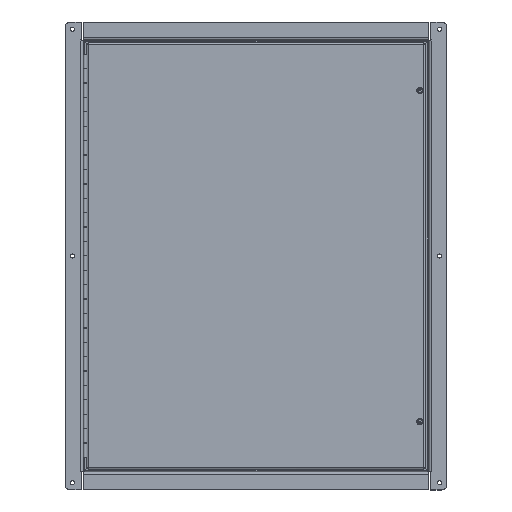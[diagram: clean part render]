
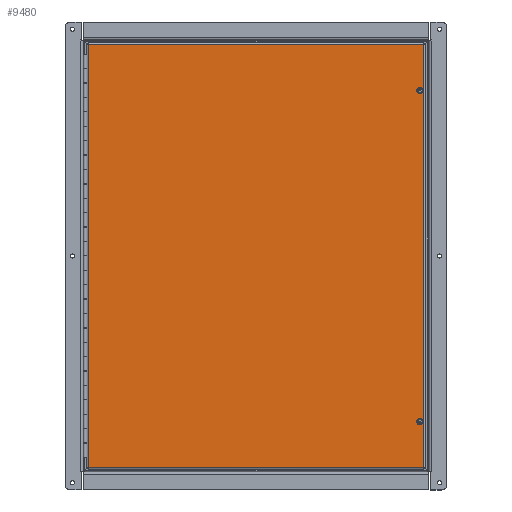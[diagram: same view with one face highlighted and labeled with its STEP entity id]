
A CAD part, top view. The second image highlights one B-rep face of the part: STEP entity #9480.
In plain terms, the highlighted planar face has unit normal (0, 0, 1).
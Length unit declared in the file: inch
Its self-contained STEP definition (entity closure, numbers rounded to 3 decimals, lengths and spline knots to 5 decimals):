
#147=FACE_BOUND('',#1725,.T.);
#148=FACE_BOUND('',#1726,.T.);
#273=CIRCLE('',#10040,0.1405);
#275=CIRCLE('',#10043,0.1405);
#707=PLANE('',#10073);
#1155=FACE_OUTER_BOUND('',#1724,.T.);
#1724=EDGE_LOOP('',(#6913,#6914,#6915,#6916));
#1725=EDGE_LOOP('',(#6917));
#1726=EDGE_LOOP('',(#6918));
#2428=LINE('',#15020,#3346);
#2444=LINE('',#15122,#3362);
#2459=LINE('',#15222,#3377);
#2474=LINE('',#15321,#3392);
#3346=VECTOR('',#11314,23.2895);
#3362=VECTOR('',#11344,29.4145);
#3377=VECTOR('',#11373,23.2895);
#3392=VECTOR('',#11402,29.4145);
#4208=VERTEX_POINT('',#15000);
#4210=VERTEX_POINT('',#15005);
#4213=VERTEX_POINT('',#15011);
#4214=VERTEX_POINT('',#15019);
#4225=VERTEX_POINT('',#15121);
#4235=VERTEX_POINT('',#15221);
#5138=EDGE_CURVE('',#4208,#4208,#273,.T.);
#5140=EDGE_CURVE('',#4210,#4210,#275,.T.);
#5143=EDGE_CURVE('',#4214,#4213,#2428,.T.);
#5163=EDGE_CURVE('',#4225,#4214,#2444,.T.);
#5182=EDGE_CURVE('',#4235,#4225,#2459,.T.);
#5201=EDGE_CURVE('',#4213,#4235,#2474,.T.);
#6913=ORIENTED_EDGE('',*,*,#5143,.T.);
#6914=ORIENTED_EDGE('',*,*,#5201,.T.);
#6915=ORIENTED_EDGE('',*,*,#5182,.T.);
#6916=ORIENTED_EDGE('',*,*,#5163,.T.);
#6917=ORIENTED_EDGE('',*,*,#5138,.T.);
#6918=ORIENTED_EDGE('',*,*,#5140,.T.);
#9480=ADVANCED_FACE('',(#1155,#147,#148),#707,.T.);
#10040=AXIS2_PLACEMENT_3D('',#15001,#11303,#11304);
#10043=AXIS2_PLACEMENT_3D('',#15006,#11309,#11310);
#10073=AXIS2_PLACEMENT_3D('',#15408,#11429,#11430);
#11303=DIRECTION('center_axis',(0.,0.,-1.));
#11304=DIRECTION('ref_axis',(-1.,0.,0.));
#11309=DIRECTION('center_axis',(0.,0.,-1.));
#11310=DIRECTION('ref_axis',(-1.,0.,0.));
#11314=DIRECTION('',(-1.,0.,0.));
#11344=DIRECTION('',(0.,1.,0.));
#11373=DIRECTION('',(1.,0.,0.));
#11402=DIRECTION('',(0.,-1.,0.));
#11429=DIRECTION('center_axis',(0.,0.,1.));
#11430=DIRECTION('ref_axis',(1.,0.,0.));
#15000=CARTESIAN_POINT('',(11.5155,-11.5,0.074));
#15001=CARTESIAN_POINT('Origin',(11.375,-11.5,0.074));
#15005=CARTESIAN_POINT('',(11.5155,11.5,0.074));
#15006=CARTESIAN_POINT('Origin',(11.375,11.5,0.074));
#15011=CARTESIAN_POINT('',(-11.64475,14.70725,0.074));
#15019=CARTESIAN_POINT('',(11.64475,14.70725,0.074));
#15020=CARTESIAN_POINT('',(5.82238,14.70725,0.074));
#15121=CARTESIAN_POINT('',(11.64475,-14.70725,0.074));
#15122=CARTESIAN_POINT('',(11.64475,-7.35363,0.074));
#15221=CARTESIAN_POINT('',(-11.64475,-14.70725,0.074));
#15222=CARTESIAN_POINT('',(-5.82238,-14.70725,0.074));
#15321=CARTESIAN_POINT('',(-11.64475,7.35362,0.074));
#15408=CARTESIAN_POINT('Origin',(0.,0.,
0.074));
